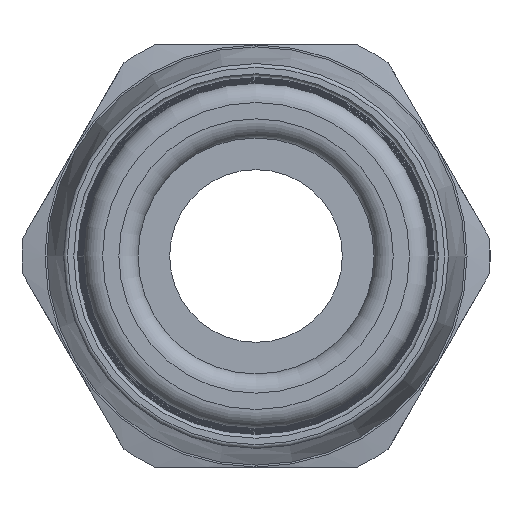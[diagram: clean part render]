
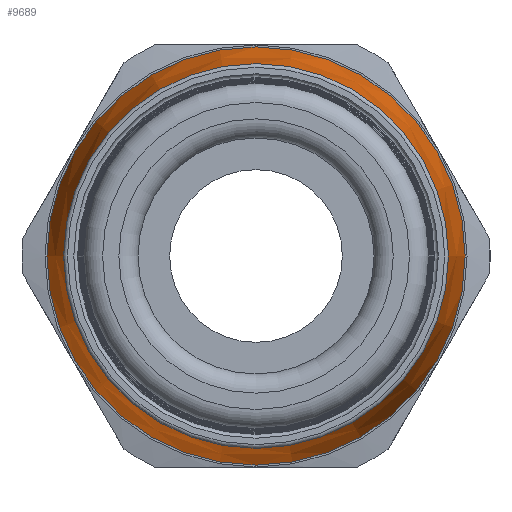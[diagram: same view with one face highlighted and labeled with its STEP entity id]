
A CAD part, left-side view. The second image highlights one B-rep face of the part: STEP entity #9689.
In plain terms, the highlighted conical face has half-angle 10 degrees and reference radius 10.465 mm.
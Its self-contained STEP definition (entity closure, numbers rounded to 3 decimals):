
#1730=CONICAL_SURFACE('',#10789,10.465,10.);
#2215=FACE_BOUND('',#3427,.T.);
#2782=FACE_OUTER_BOUND('',#3426,.T.);
#3426=EDGE_LOOP('',(#8896));
#3427=EDGE_LOOP('',(#8897));
#4020=CIRCLE('',#10788,10.03);
#4021=CIRCLE('',#10790,10.9);
#4960=VERTEX_POINT('',#17400);
#4961=VERTEX_POINT('',#17403);
#6319=EDGE_CURVE('',#4960,#4960,#4020,.T.);
#6320=EDGE_CURVE('',#4961,#4961,#4021,.T.);
#8896=ORIENTED_EDGE('',*,*,#6320,.F.);
#8897=ORIENTED_EDGE('',*,*,#6319,.T.);
#9689=ADVANCED_FACE('',(#2782,#2215),#1730,.T.);
#10788=AXIS2_PLACEMENT_3D('',#17401,#13621,#13622);
#10789=AXIS2_PLACEMENT_3D('',#17402,#13623,#13624);
#10790=AXIS2_PLACEMENT_3D('',#17404,#13625,#13626);
#13621=DIRECTION('center_axis',(1.,0.,0.));
#13622=DIRECTION('ref_axis',(0.,0.,-1.));
#13623=DIRECTION('center_axis',(1.,0.,0.));
#13624=DIRECTION('ref_axis',(0.,1.,0.));
#13625=DIRECTION('center_axis',(1.,0.,0.));
#13626=DIRECTION('ref_axis',(0.,0.,-1.));
#17400=CARTESIAN_POINT('',(7.565,10.03,0.));
#17401=CARTESIAN_POINT('Origin',(7.565,0.,0.));
#17402=CARTESIAN_POINT('Origin',(10.033,0.,0.));
#17403=CARTESIAN_POINT('',(12.5,10.9,0.));
#17404=CARTESIAN_POINT('Origin',(12.5,0.,0.));
